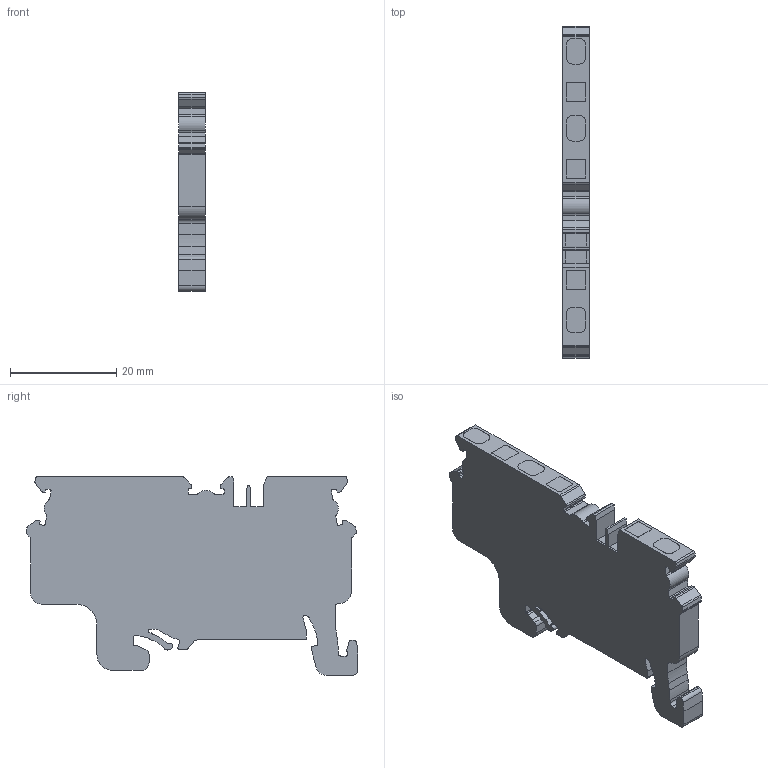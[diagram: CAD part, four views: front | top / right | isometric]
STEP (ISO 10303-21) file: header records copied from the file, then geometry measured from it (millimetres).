
FILE_DESCRIPTION (( 'STEP AP214' ), '1' );
FILE_NAME ('CX2.5_3GR.STEP', '2024-11-20T07:49:06', ( '' ), ( '' ), 'SwSTEP 2.0', 'SolidWorks 2022', '' );
FILE_SCHEMA (( 'AUTOMOTIVE_DESIGN' ));
Length unit declared in the file: millimetre
Products named in the file (1): CX2.5_3GR
Bounding box: 5 x 62.5 x 37.4 mm (x, y, z)
Volume: 8781.5 mm3; surface area: 4927.1 mm2
Topology: 1 solids, 1 shells, 251 faces, 730 edges, 487 vertices
Faces by surface type: plane 133, cylinder 118
Entity records: 8481 total; most frequent: DIRECTION 1470, CARTESIAN_POINT 1469, ORIENTED_EDGE 1460, EDGE_CURVE 730, LINE 494, VECTOR 494, AXIS2_PLACEMENT_3D 488, VERTEX_POINT 487
